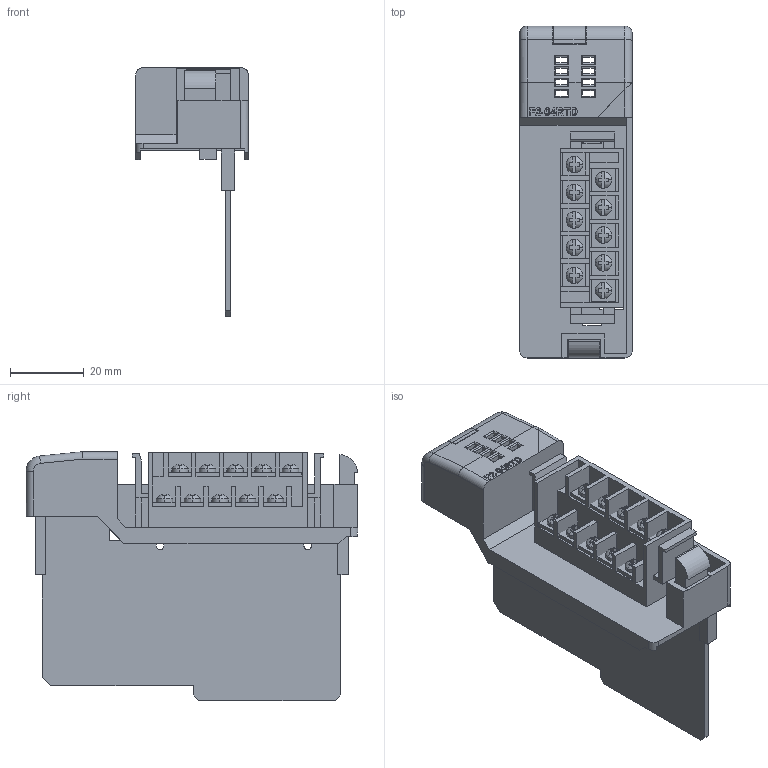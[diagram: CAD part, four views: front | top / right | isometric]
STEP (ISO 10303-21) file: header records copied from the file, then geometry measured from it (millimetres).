
FILE_DESCRIPTION (( 'STEP AP214' ), '1' );
FILE_NAME ('F2-04RTD_ModuleCase_light_NEW.STEP', '2011-02-02T15:19:41', ( ' ' ), ( ' ' ), 'SwSTEP 2.0', 'SolidWorks 2009', '' );
FILE_SCHEMA (( 'AUTOMOTIVE_DESIGN' ));
Length unit declared in the file: millimetre
Products named in the file (1): F2-04RTD_ModuleCase_light_NEW
Bounding box: 30.55 x 90 x 67.57 mm (x, y, z)
Volume: 25374 mm3; surface area: 28532.4 mm2
Topology: 6 solids, 6 shells, 579 faces, 1557 edges, 1008 vertices
Faces by surface type: plane 423, cylinder 75, sphere 40, bspline 39, torus 2
Entity records: 26343 total; most frequent: CARTESIAN_POINT 5531, ORIENTED_EDGE 3114, DIRECTION 2772, EDGE_CURVE 1557, VECTOR 1162, LINE 1162, VERTEX_POINT 1008, AXIS2_PLACEMENT_3D 805
